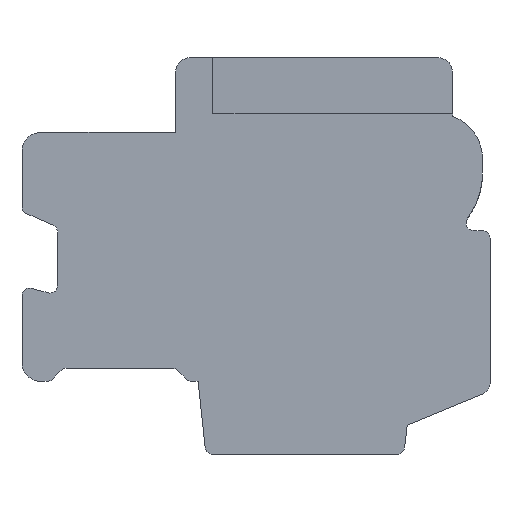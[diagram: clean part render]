
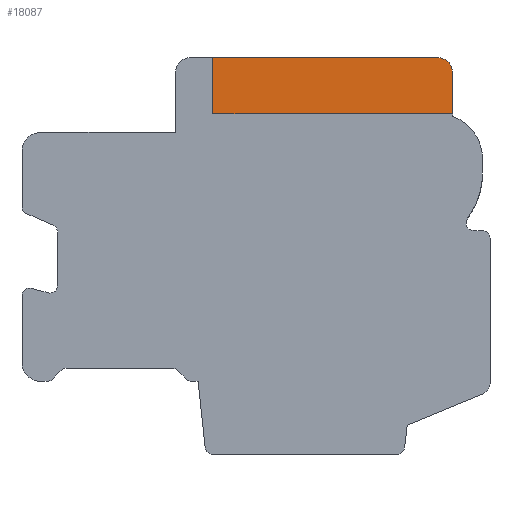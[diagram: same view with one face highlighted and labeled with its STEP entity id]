
A CAD part, front view. The second image highlights one B-rep face of the part: STEP entity #18087.
In plain terms, the highlighted planar face has unit normal (0, -1, 0).
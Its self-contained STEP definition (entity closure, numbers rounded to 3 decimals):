
#57=DIRECTION('',(-1.,0.,0.));
#58=VECTOR('',#57,6.);
#59=CARTESIAN_POINT('',(4.85,-103.5,5.3));
#60=LINE('',#59,#58);
#1161=CARTESIAN_POINT('',(4.85,-103.5,4.9));
#1162=DIRECTION('',(0.,1.,0.));
#1163=DIRECTION('',(0.,0.,1.));
#1164=AXIS2_PLACEMENT_3D('',#1161,#1162,#1163);
#1218=DIRECTION('',(0.,0.,-1.));
#1219=VECTOR('',#1218,1.1);
#1220=CARTESIAN_POINT('',(5.25,-103.5,4.9));
#1221=LINE('',#1220,#1219);
#5413=DIRECTION('',(0.,0.,1.));
#5414=VECTOR('',#5413,1.5);
#5415=CARTESIAN_POINT('',(-1.15,-103.5,3.8));
#5416=LINE('',#5415,#5414);
#5421=DIRECTION('',(-1.,0.,0.));
#5422=VECTOR('',#5421,6.4);
#5423=CARTESIAN_POINT('',(5.25,-103.5,3.8));
#5424=LINE('',#5423,#5422);
#11706=CARTESIAN_POINT('',(-1.15,-103.5,5.3));
#11708=VERTEX_POINT('',#11706);
#11710=CARTESIAN_POINT('',(4.85,-103.5,5.3));
#11711=VERTEX_POINT('',#11710);
#11712=CARTESIAN_POINT('',(5.25,-103.5,4.9));
#11713=VERTEX_POINT('',#11712);
#11714=CARTESIAN_POINT('',(5.25,-103.5,3.8));
#11715=VERTEX_POINT('',#11714);
#11718=CARTESIAN_POINT('',(-1.15,-103.5,3.8));
#11719=VERTEX_POINT('',#11718);
#18074=CARTESIAN_POINT('',(5.25,-103.5,3.8));
#18075=DIRECTION('',(0.,1.,0.));
#18076=DIRECTION('',(0.,0.,1.));
#18077=AXIS2_PLACEMENT_3D('',#18074,#18075,#18076);
#18078=PLANE('',#18077);
#18079=ORIENTED_EDGE('',*,*,#12762,.F.);
#18080=ORIENTED_EDGE('',*,*,#13859,.T.);
#18081=ORIENTED_EDGE('',*,*,#13933,.T.);
#18083=ORIENTED_EDGE('',*,*,#18082,.T.);
#18084=ORIENTED_EDGE('',*,*,#18066,.T.);
#18085=EDGE_LOOP('',(#18079,#18080,#18081,#18083,#18084));
#18086=FACE_OUTER_BOUND('',#18085,.F.);
#18087=ADVANCED_FACE('',(#18086),#18078,.F.);
#1165=CIRCLE('',#1164,0.4);
#12762=EDGE_CURVE('',#11711,#11708,#60,.T.);
#13859=EDGE_CURVE('',#11711,#11713,#1165,.T.);
#13933=EDGE_CURVE('',#11713,#11715,#1221,.T.);
#18066=EDGE_CURVE('',#11719,#11708,#5416,.T.);
#18082=EDGE_CURVE('',#11715,#11719,#5424,.T.);
